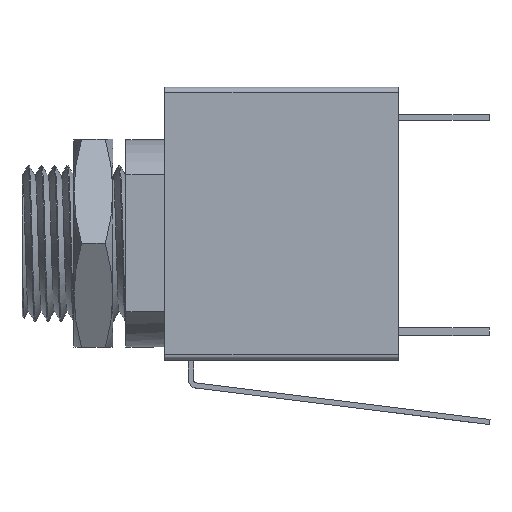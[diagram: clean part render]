
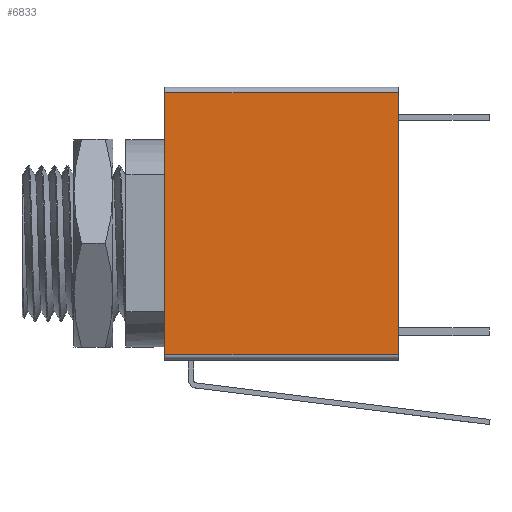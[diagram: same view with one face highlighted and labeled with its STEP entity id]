
A CAD part, top view. The second image highlights one B-rep face of the part: STEP entity #6833.
In plain terms, the highlighted planar face has unit normal (0, 0, 1).
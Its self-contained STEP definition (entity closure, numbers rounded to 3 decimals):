
#989=DIRECTION('',(0.,1.,0.));
#990=VECTOR('',#989,10.1);
#991=CARTESIAN_POINT('',(5.5,-4.3,4.5));
#992=LINE('',#991,#990);
#1047=DIRECTION('',(1.,0.,0.));
#1048=VECTOR('',#1047,9.);
#1049=CARTESIAN_POINT('',(5.5,5.8,4.5));
#1050=LINE('',#1049,#1048);
#1055=DIRECTION('',(0.,1.,0.));
#1056=VECTOR('',#1055,10.1);
#1057=CARTESIAN_POINT('',(14.5,-4.3,4.5));
#1058=LINE('',#1057,#1056);
#1063=DIRECTION('',(-1.,0.,0.));
#1064=VECTOR('',#1063,9.);
#1065=CARTESIAN_POINT('',(14.5,-4.3,4.5));
#1066=LINE('',#1065,#1064);
#5243=CARTESIAN_POINT('',(5.5,-4.3,4.5));
#5245=VERTEX_POINT('',#5243);
#5686=CARTESIAN_POINT('',(14.5,-4.3,4.5));
#5687=CARTESIAN_POINT('',(14.5,5.8,4.5));
#5688=VERTEX_POINT('',#5686);
#5689=VERTEX_POINT('',#5687);
#5965=CARTESIAN_POINT('',(5.5,5.8,4.5));
#5966=VERTEX_POINT('',#5965);
#6821=CARTESIAN_POINT('',(14.5,6.,4.5));
#6822=DIRECTION('',(0.,0.,-1.));
#6823=DIRECTION('',(0.,1.,0.));
#6824=AXIS2_PLACEMENT_3D('',#6821,#6822,#6823);
#6825=PLANE('',#6824);
#6826=ORIENTED_EDGE('',*,*,#6774,.T.);
#6827=ORIENTED_EDGE('',*,*,#6814,.T.);
#6828=ORIENTED_EDGE('',*,*,#6715,.F.);
#6830=ORIENTED_EDGE('',*,*,#6829,.T.);
#6831=EDGE_LOOP('',(#6826,#6827,#6828,#6830));
#6832=FACE_OUTER_BOUND('',#6831,.F.);
#6833=ADVANCED_FACE('',(#6832),#6825,.F.);
#6715=EDGE_CURVE('',#5688,#5689,#1058,.T.);
#6774=EDGE_CURVE('',#5245,#5966,#992,.T.);
#6814=EDGE_CURVE('',#5966,#5689,#1050,.T.);
#6829=EDGE_CURVE('',#5688,#5245,#1066,.T.);
